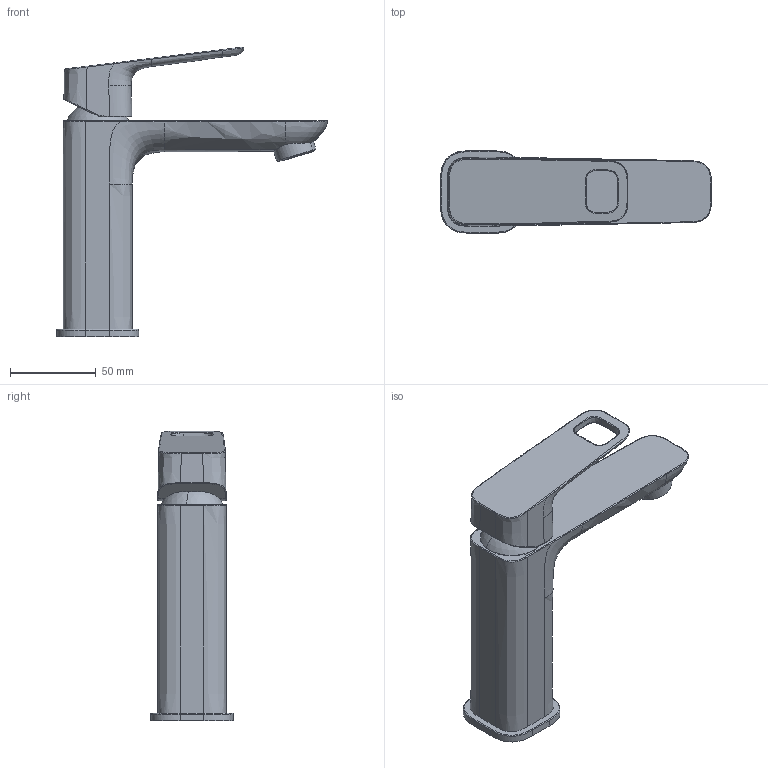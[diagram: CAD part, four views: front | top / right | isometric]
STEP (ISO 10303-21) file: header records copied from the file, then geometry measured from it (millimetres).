
FILE_DESCRIPTION(/* description */ ('AP214 STEP file'),/* implementation_level */ '2;1');
FILE_NAME(/* name */ '1012600000_out.stp',/* time_stamp */ '2023-08-25T06:01:54+02:00',/* author */ (''),/* organization */ (''),/* preprocessor_version */ 'ST-DEVELOPER v18.1',/* originating_system */ 'Elysium Co. Ltd. STEP Translator v8.3.0.0',/* authorisation */ '');
FILE_SCHEMA (('AUTOMOTIVE_DESIGN { 1 0 10303 214 3 1 1 }'));
Length unit declared in the file: millimetre
Products named in the file (1): 1012600000_extract
Bounding box: 158.04 x 48.08 x 169.1 mm (x, y, z)
Volume: 305063.1 mm3; surface area: 46312.9 mm2
Topology: 1 solids, 1 shells, 171 faces, 478 edges, 317 vertices
Faces by surface type: bspline 73, cylinder 37, plane 21, extrusion 13, cone 13, torus 10, sphere 4
Entity records: 13491 total; most frequent: CARTESIAN_POINT 8544, ORIENTED_EDGE 956, EDGE_CURVE 478, STYLED_ITEM 342, B_SPLINE_CURVE_WITH_KNOTS 340, VERTEX_POINT 317, EDGE_LOOP 181, DIRECTION 181
